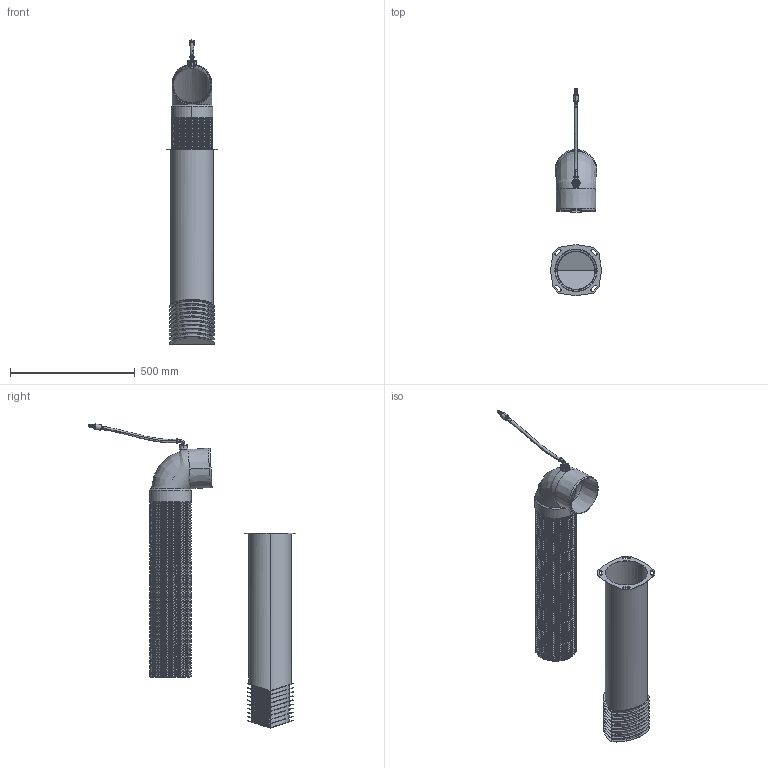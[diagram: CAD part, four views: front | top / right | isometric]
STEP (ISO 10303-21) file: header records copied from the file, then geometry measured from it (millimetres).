
FILE_DESCRIPTION(('STEP AP214'),'1');
FILE_NAME(' Tower.STP','2020-02-26T15:04:39',(' '),(' '),'Spatial InterOp 3D',' ',' ');
FILE_SCHEMA(('AUTOMOTIVE_DESIGN { 1 0 10303 214 1 1 1 1 }'));
Length unit declared in the file: millimetre
Products named in the file (1): 1
Bounding box: 205 x 831.97 x 1219.84 mm (x, y, z)
Volume: 524531.5 mm3; surface area: 2228449.5 mm2
Topology: 76 solids, 77 shells, 1966 faces, 4912 edges, 3253 vertices
Faces by surface type: torus 809, cylinder 581, plane 510, cone 38, bspline 26, revolution 2
Entity records: 75178 total; most frequent: CARTESIAN_POINT 24936, DIRECTION 11832, ORIENTED_EDGE 9807, AXIS2_PLACEMENT_3D 5394, EDGE_CURVE 4906, VERTEX_POINT 3251, CIRCLE 3182, EDGE_LOOP 2175
